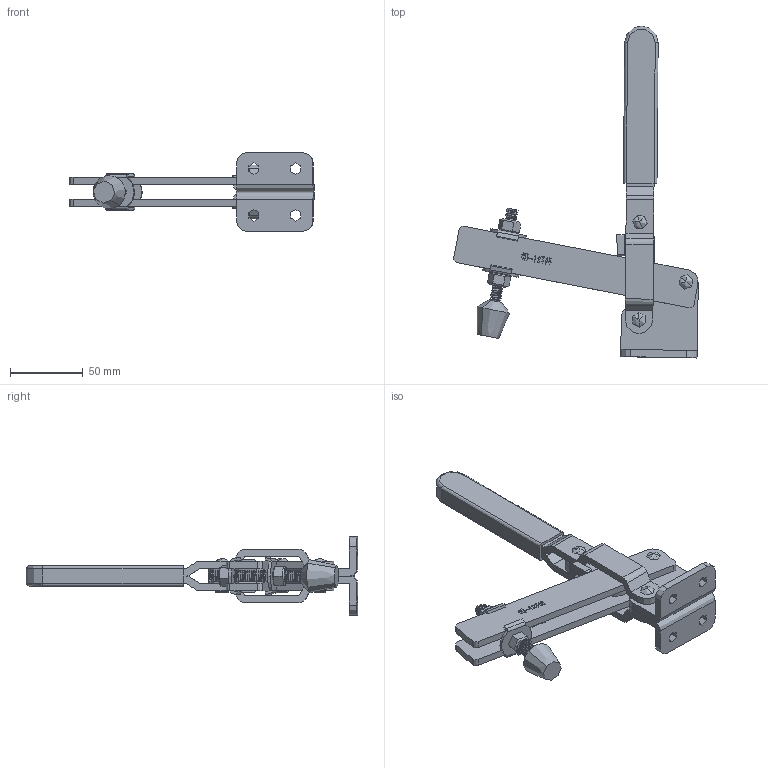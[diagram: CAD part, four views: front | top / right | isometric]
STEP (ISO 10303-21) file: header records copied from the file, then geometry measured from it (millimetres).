
FILE_DESCRIPTION (( 'STEP AP203' ), '1' );
FILE_NAME ('CH-12305.STEP', '2020-03-13T12:44:29', ( 'User' ), ( 'china' ), 'SwSTEP 2.0', 'SolidWorks 2018', '' );
FILE_SCHEMA (( 'CONFIG_CONTROL_DESIGN' ));
Length unit declared in the file: millimetre
Products named in the file (30): 楊擘忒參; í; 楊擘釱01; 酘蟀裝; 楊擘釱02; 衵蟀裝; 杶; CH-12305; 貌侗310; ѹ; 揤蹟佪芛; 蹟譫
Assembly tree (19 placements, depth 2):
  楊擘忒參
  í
  í
  杶
  楊擘釱01
Bounding box: 167.84 x 227.78 x 54 mm (x, y, z)
Volume: 157227 mm3; surface area: 88369.9 mm2
Topology: 17 solids, 18 shells, 814 faces, 2232 edges, 1470 vertices
Faces by surface type: plane 340, cylinder 251, bspline 158, cone 39, torus 26
Entity records: 28098 total; most frequent: CARTESIAN_POINT 12419, ORIENTED_EDGE 2956, DIRECTION 2326, EDGE_CURVE 1478, VERTEX_POINT 976, LINE 802, VECTOR 802, AXIS2_PLACEMENT_3D 762
